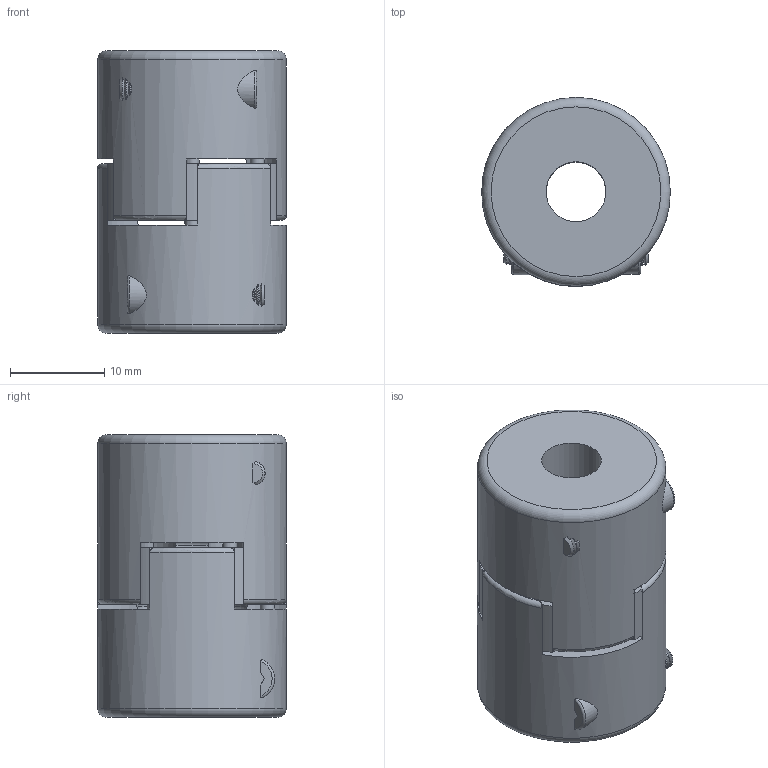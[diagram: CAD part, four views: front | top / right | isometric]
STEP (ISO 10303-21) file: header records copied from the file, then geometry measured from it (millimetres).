
FILE_DESCRIPTION(/* description */ (''),/* implementation_level */ '2;1');
FILE_NAME(/* name */ '2030-63_63.step',/* time_stamp */ '2023-01-20T14:22:58+01:00',/* author */ (''),/* organization */ (''),/* preprocessor_version */ 'ST-DEVELOPER v19.2',/* originating_system */ 'Autodesk Translation Framework v11.17.0.187',/* authorisation */ '');
FILE_SCHEMA (('AUTOMOTIVE_DESIGN { 1 0 10303 214 3 1 1 }'));
Length unit declared in the file: millimetre
Products named in the file (1): 2030-63_63_Kundenversion
Bounding box: 20 x 20 x 30 mm (x, y, z)
Volume: 8055 mm3; surface area: 4700.2 mm2
Topology: 3 solids, 3 shells, 115 faces, 297 edges, 198 vertices
Faces by surface type: cylinder 61, plane 26, torus 16, cone 12
Full cylindrical faces by diameter (mm): 1.5 x6, 6.35 x2, 9 x1, 20 x2
Entity records: 3930 total; most frequent: CARTESIAN_POINT 995, DIRECTION 643, ORIENTED_EDGE 594, EDGE_CURVE 297, AXIS2_PLACEMENT_3D 286, VERTEX_POINT 198, CIRCLE 162, EDGE_LOOP 131
